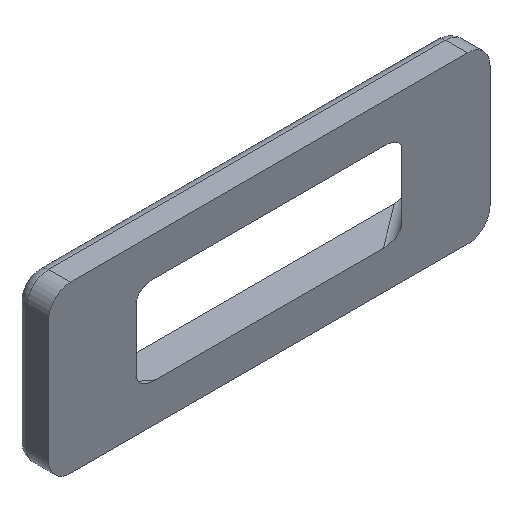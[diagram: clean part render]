
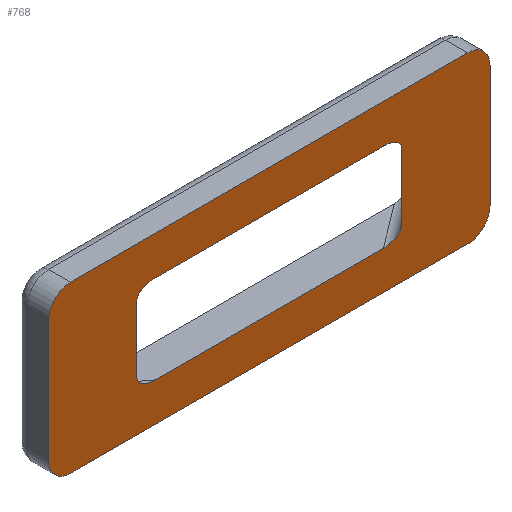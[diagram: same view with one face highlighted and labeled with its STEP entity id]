
A CAD part, isometric view. The second image highlights one B-rep face of the part: STEP entity #768.
In plain terms, the highlighted planar face has unit normal (0, -1, 0).
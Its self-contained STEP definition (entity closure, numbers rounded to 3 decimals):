
#352=CARTESIAN_POINT('POINT25',(-1.833,22.5,
   -41.25));
#353=VERTEX_POINT('VERTEX25',#352);
#360=CARTESIAN_POINT('POINT26',(-12.167,22.5,
   -41.25));
#361=VERTEX_POINT('VERTEX26',#360);
#362=CARTESIAN_POINT('POS43',(-11.512,22.5,
   -41.25));
#363=DIRECTION('DIR72',(1.,0.,0.));
#364=VECTOR('VEC14',#363,1.);
#365=LINE('STRAIGHT14',#362,#364);
#366=EDGE_CURVE('EDGE34',#361,#353,#365,.T.);
#384=CARTESIAN_POINT('POINT27',(-13.,22.5,-41.75));
#385=VERTEX_POINT('VERTEX27',#384);
#386=CARTESIAN_POINT('POS46',(-12.167,22.5,
   -41.75));
#387=DIRECTION('DIR76',(0.,1.,0.));
#388=DIRECTION('DIR77',(1.,0.,0.));
#389=AXIS2_PLACEMENT_3D('AXIS31',#386,#387,#388);
#390=ELLIPSE('ELLIPSE21',#389,0.833,0.5);
#391=EDGE_CURVE('EDGE36',#385,#361,#390,.T.);
#409=CARTESIAN_POINT('POINT28',(-13.,22.5,-44.75));
#410=VERTEX_POINT('VERTEX28',#409);
#411=CARTESIAN_POINT('POS49',(-13.,22.5,-41.375));
#412=DIRECTION('DIR81',(0.,0.,-1.));
#413=VECTOR('VEC17',#412,1.);
#414=LINE('STRAIGHT17',#411,#413);
#415=EDGE_CURVE('EDGE38',#410,#385,#414,.F.);
#431=CARTESIAN_POINT('POINT29',(-12.167,22.5,
   -45.25));
#432=VERTEX_POINT('VERTEX29',#431);
#433=CARTESIAN_POINT('POS52',(-12.167,22.5,
   -44.75));
#434=DIRECTION('DIR85',(0.,1.,0.));
#435=DIRECTION('DIR86',(1.,0.,0.));
#436=AXIS2_PLACEMENT_3D('AXIS34',#433,#434,#435);
#437=ELLIPSE('ELLIPSE22',#436,0.833,0.5);
#438=EDGE_CURVE('EDGE40',#432,#410,#437,.T.);
#456=CARTESIAN_POINT('POINT30',(-1.833,22.5,
   -45.25));
#457=VERTEX_POINT('VERTEX30',#456);
#458=CARTESIAN_POINT('POS55',(-5.512,22.5,
   -45.25));
#459=DIRECTION('DIR90',(-1.,0.,0.));
#460=VECTOR('VEC20',#459,1.);
#461=LINE('STRAIGHT20',#458,#460);
#462=EDGE_CURVE('EDGE42',#457,#432,#461,.T.);
#482=CARTESIAN_POINT('POINT31',(-1.,22.5,
   -44.75));
#483=VERTEX_POINT('VERTEX31',#482);
#484=CARTESIAN_POINT('POS58',(-1.833,22.5,
   -44.75));
#485=DIRECTION('DIR94',(0.,1.,0.));
#486=DIRECTION('DIR95',(-1.,0.,0.));
#487=AXIS2_PLACEMENT_3D('AXIS37',#484,#485,#486);
#488=ELLIPSE('ELLIPSE23',#487,0.833,0.5);
#489=EDGE_CURVE('EDGE44',#483,#457,#488,.T.);
#507=CARTESIAN_POINT('POINT32',(-1.,22.5,-41.75));
#508=VERTEX_POINT('VERTEX32',#507);
#509=CARTESIAN_POINT('POS61',(-1.,22.5,-39.375));
#510=DIRECTION('DIR99',(0.,0.,1.));
#511=VECTOR('VEC23',#510,1.);
#512=LINE('STRAIGHT23',#509,#511);
#513=EDGE_CURVE('EDGE46',#508,#483,#512,.F.);
#529=CARTESIAN_POINT('POS64',(-1.833,22.5,
   -41.75));
#530=DIRECTION('DIR103',(0.,1.,0.));
#531=DIRECTION('DIR104',(-1.,0.,0.));
#532=AXIS2_PLACEMENT_3D('AXIS40',#529,#530,#531);
#533=ELLIPSE('ELLIPSE24',#532,0.833,0.5);
#534=EDGE_CURVE('EDGE48',#353,#508,#533,.T.);
#547=CARTESIAN_POINT('POINT33',(3.,22.5,-46.));
#548=VERTEX_POINT('VERTEX33',#547);
#555=CARTESIAN_POINT('POINT34',(2.,22.5,-47.));
#556=VERTEX_POINT('VERTEX34',#555);
#557=CARTESIAN_POINT('POS67',(2.,22.5,-46.));
#558=DIRECTION('DIR108',(0.,1.,0.));
#559=DIRECTION('DIR109',(1.,0.,0.));
#560=AXIS2_PLACEMENT_3D('AXIS42',#557,#558,#559);
#561=CIRCLE('ELLIPSE25',#560,1.);
#562=EDGE_CURVE('EDGE50',#556,#548,#561,.F.);
#580=CARTESIAN_POINT('POINT35',(-16.,22.5,-47.));
#581=VERTEX_POINT('VERTEX35',#580);
#582=CARTESIAN_POINT('POS70',(-3.512,22.5,-47.
   ));
#583=DIRECTION('DIR113',(-1.,0.,0.));
#584=VECTOR('VEC27',#583,1.);
#585=LINE('STRAIGHT27',#582,#584);
#586=EDGE_CURVE('EDGE52',#556,#581,#585,.T.);
#604=CARTESIAN_POINT('POINT36',(-17.,22.5,-46.));
#605=VERTEX_POINT('VERTEX36',#604);
#606=CARTESIAN_POINT('POS73',(-16.,22.5,-46.));
#607=DIRECTION('DIR117',(0.,1.,0.));
#608=DIRECTION('DIR118',(0.,0.,-1.));
#609=AXIS2_PLACEMENT_3D('AXIS45',#606,#607,#608);
#610=CIRCLE('ELLIPSE26',#609,1.);
#611=EDGE_CURVE('EDGE54',#605,#581,#610,.F.);
#629=CARTESIAN_POINT('POINT37',(-17.,22.5,-40.5));
#630=VERTEX_POINT('VERTEX37',#629);
#631=CARTESIAN_POINT('POS76',(-17.,22.5,-42.25));
#632=DIRECTION('DIR122',(0.,0.,1.));
#633=VECTOR('VEC30',#632,1.);
#634=LINE('STRAIGHT30',#631,#633);
#635=EDGE_CURVE('EDGE56',#605,#630,#634,.T.);
#653=CARTESIAN_POINT('POINT38',(-16.,22.5,-39.5));
#654=VERTEX_POINT('VERTEX38',#653);
#655=CARTESIAN_POINT('POS79',(-16.,22.5,-40.5));
#656=DIRECTION('DIR126',(0.,1.,0.));
#657=DIRECTION('DIR127',(-1.,0.,0.));
#658=AXIS2_PLACEMENT_3D('AXIS48',#655,#656,#657);
#659=CIRCLE('ELLIPSE27',#658,1.);
#660=EDGE_CURVE('EDGE58',#654,#630,#659,.F.);
#678=CARTESIAN_POINT('POINT39',(2.,22.5,-39.5));
#679=VERTEX_POINT('VERTEX39',#678);
#680=CARTESIAN_POINT('POS82',(-13.512,22.5,
   -39.5));
#681=DIRECTION('DIR131',(1.,0.,0.));
#682=VECTOR('VEC33',#681,1.);
#683=LINE('STRAIGHT33',#680,#682);
#684=EDGE_CURVE('EDGE60',#654,#679,#683,.T.);
#702=CARTESIAN_POINT('POINT40',(3.,22.5,-40.5));
#703=VERTEX_POINT('VERTEX40',#702);
#704=CARTESIAN_POINT('POS85',(2.,22.5,-40.5));
#705=DIRECTION('DIR135',(0.,1.,0.));
#706=DIRECTION('DIR136',(0.,0.,1.));
#707=AXIS2_PLACEMENT_3D('AXIS51',#704,#705,#706);
#708=CIRCLE('ELLIPSE28',#707,1.);
#709=EDGE_CURVE('EDGE62',#703,#679,#708,.F.);
#727=CARTESIAN_POINT('POS88',(3.,22.5,-38.5));
#728=DIRECTION('DIR140',(0.,0.,-1.));
#729=VECTOR('VEC36',#728,1.);
#730=LINE('STRAIGHT36',#727,#729);
#731=EDGE_CURVE('EDGE64',#703,#548,#730,.T.);
#743=ORIENTED_EDGE('COEDGE113',*,*,#731,.F.);
#744=ORIENTED_EDGE('COEDGE114',*,*,#709,.T.);
#745=ORIENTED_EDGE('COEDGE115',*,*,#684,.F.);
#746=ORIENTED_EDGE('COEDGE116',*,*,#660,.T.);
#747=ORIENTED_EDGE('COEDGE117',*,*,#635,.F.);
#748=ORIENTED_EDGE('COEDGE118',*,*,#611,.T.);
#749=ORIENTED_EDGE('COEDGE119',*,*,#586,.F.);
#750=ORIENTED_EDGE('COEDGE120',*,*,#562,.T.);
#751=EDGE_LOOP('NONE',(#743,#744,#745,#746,#747,#748,#749,#750));
#752=FACE_BOUND('LOOP1',#751,.T.);
#753=ORIENTED_EDGE('COEDGE121',*,*,#534,.T.);
#754=ORIENTED_EDGE('COEDGE122',*,*,#513,.T.);
#755=ORIENTED_EDGE('COEDGE123',*,*,#489,.T.);
#756=ORIENTED_EDGE('COEDGE124',*,*,#462,.T.);
#757=ORIENTED_EDGE('COEDGE125',*,*,#438,.T.);
#758=ORIENTED_EDGE('COEDGE126',*,*,#415,.T.);
#759=ORIENTED_EDGE('COEDGE127',*,*,#391,.T.);
#760=ORIENTED_EDGE('COEDGE128',*,*,#366,.T.);
#761=EDGE_LOOP('NONE',(#753,#754,#755,#756,#757,#758,#759,#760));
#762=FACE_BOUND('LOOP1',#761,.T.);
#763=CARTESIAN_POINT('POS90',(-10.024,22.5,
   -37.5));
#764=DIRECTION('DIR143',(0.,1.,0.));
#765=DIRECTION('DIR144',(1.,0.,0.));
#766=AXIS2_PLACEMENT_3D('AXIS54',#763,#764,#765);
#767=PLANE('PLANE10',#766);
#768=ADVANCED_FACE('FACE26',(#752,#762),#767,.F.);
